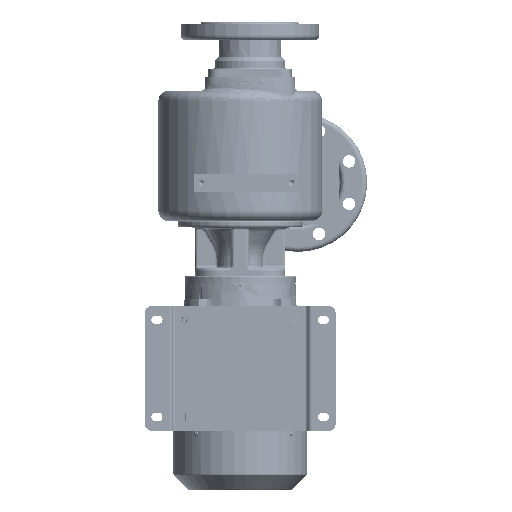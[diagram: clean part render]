
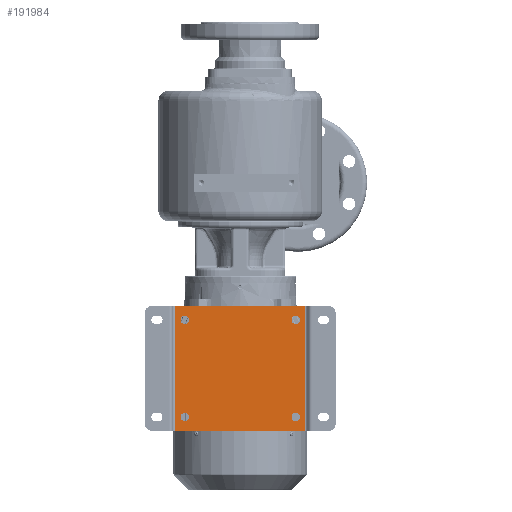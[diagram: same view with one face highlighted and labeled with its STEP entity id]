
A CAD part, front view. The second image highlights one B-rep face of the part: STEP entity #191984.
In plain terms, the highlighted planar face has unit normal (0, -1, 0).
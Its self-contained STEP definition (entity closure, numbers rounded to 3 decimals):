
#47348=DIRECTION('',(1.,0.,0.));
#47349=VECTOR('',#47348,188.);
#47350=CARTESIAN_POINT('',(-94.,-103.,-358.));
#47351=LINE('',#47350,#47349);
#51934=DIRECTION('',(0.,0.,-1.));
#51935=VECTOR('',#51934,180.);
#51936=CARTESIAN_POINT('',(-94.,-103.,-178.));
#51937=LINE('',#51936,#51935);
#51938=CARTESIAN_POINT('',(-80.,-103.,-338.));
#51939=DIRECTION('',(0.,1.,0.));
#51940=DIRECTION('',(0.,0.,-1.));
#51941=AXIS2_PLACEMENT_3D('',#51938,#51939,#51940);
#51943=CARTESIAN_POINT('',(-80.,-103.,-338.));
#51944=DIRECTION('',(0.,1.,0.));
#51945=DIRECTION('',(0.,0.,1.));
#51946=AXIS2_PLACEMENT_3D('',#51943,#51944,#51945);
#51948=CARTESIAN_POINT('',(80.,-103.,-338.));
#51949=DIRECTION('',(0.,1.,0.));
#51950=DIRECTION('',(0.,0.,-1.));
#51951=AXIS2_PLACEMENT_3D('',#51948,#51949,#51950);
#51953=CARTESIAN_POINT('',(80.,-103.,-338.));
#51954=DIRECTION('',(0.,1.,0.));
#51955=DIRECTION('',(0.,0.,1.));
#51956=AXIS2_PLACEMENT_3D('',#51953,#51954,#51955);
#51958=CARTESIAN_POINT('',(-80.,-103.,-198.));
#51959=DIRECTION('',(0.,1.,0.));
#51960=DIRECTION('',(0.,0.,-1.));
#51961=AXIS2_PLACEMENT_3D('',#51958,#51959,#51960);
#51963=CARTESIAN_POINT('',(-80.,-103.,-198.));
#51964=DIRECTION('',(0.,1.,0.));
#51965=DIRECTION('',(0.,0.,1.));
#51966=AXIS2_PLACEMENT_3D('',#51963,#51964,#51965);
#51968=CARTESIAN_POINT('',(80.,-103.,-198.));
#51969=DIRECTION('',(0.,1.,0.));
#51970=DIRECTION('',(0.,0.,-1.));
#51971=AXIS2_PLACEMENT_3D('',#51968,#51969,#51970);
#51973=CARTESIAN_POINT('',(80.,-103.,-198.));
#51974=DIRECTION('',(0.,1.,0.));
#51975=DIRECTION('',(0.,0.,1.));
#51976=AXIS2_PLACEMENT_3D('',#51973,#51974,#51975);
#51986=DIRECTION('',(1.,0.,0.));
#51987=VECTOR('',#51986,188.);
#51988=CARTESIAN_POINT('',(-94.,-103.,-178.));
#51989=LINE('',#51988,#51987);
#52248=DIRECTION('',(0.,0.,-1.));
#52249=VECTOR('',#52248,180.);
#52250=CARTESIAN_POINT('',(94.,-103.,-178.));
#52251=LINE('',#52250,#52249);
#144263=CARTESIAN_POINT('',(-94.,-103.,-178.));
#144264=VERTEX_POINT('',#144263);
#144265=CARTESIAN_POINT('',(94.,-103.,-178.));
#144266=VERTEX_POINT('',#144265);
#144279=CARTESIAN_POINT('',(-94.,-103.,-358.));
#144280=VERTEX_POINT('',#144279);
#144281=CARTESIAN_POINT('',(94.,-103.,-358.));
#144282=VERTEX_POINT('',#144281);
#144353=CARTESIAN_POINT('',(80.,-103.,-204.));
#144354=CARTESIAN_POINT('',(80.,-103.,-192.));
#144355=VERTEX_POINT('',#144353);
#144356=VERTEX_POINT('',#144354);
#144357=CARTESIAN_POINT('',(-80.,-103.,-204.));
#144358=CARTESIAN_POINT('',(-80.,-103.,-192.));
#144359=VERTEX_POINT('',#144357);
#144360=VERTEX_POINT('',#144358);
#144361=CARTESIAN_POINT('',(80.,-103.,-344.));
#144362=CARTESIAN_POINT('',(80.,-103.,-332.));
#144363=VERTEX_POINT('',#144361);
#144364=VERTEX_POINT('',#144362);
#144365=CARTESIAN_POINT('',(-80.,-103.,-344.));
#144366=CARTESIAN_POINT('',(-80.,-103.,-332.));
#144367=VERTEX_POINT('',#144365);
#144368=VERTEX_POINT('',#144366);
#191948=CARTESIAN_POINT('',(-94.,-103.,-178.));
#191949=DIRECTION('',(0.,1.,0.));
#191950=DIRECTION('',(1.,0.,0.));
#191951=AXIS2_PLACEMENT_3D('',#191948,#191949,#191950);
#191952=PLANE('',#191951);
#191954=ORIENTED_EDGE('',*,*,#191953,.T.);
#191956=ORIENTED_EDGE('',*,*,#191955,.T.);
#191957=ORIENTED_EDGE('',*,*,#186805,.F.);
#191959=ORIENTED_EDGE('',*,*,#191958,.F.);
#191960=EDGE_LOOP('',(#191954,#191956,#191957,#191959));
#191961=FACE_OUTER_BOUND('',#191960,.F.);
#191962=ORIENTED_EDGE('',*,*,#191928,.F.);
#191963=ORIENTED_EDGE('',*,*,#191942,.F.);
#191964=EDGE_LOOP('',(#191962,#191963));
#191965=FACE_BOUND('',#191964,.F.);
#191967=ORIENTED_EDGE('',*,*,#191966,.F.);
#191969=ORIENTED_EDGE('',*,*,#191968,.F.);
#191970=EDGE_LOOP('',(#191967,#191969));
#191971=FACE_BOUND('',#191970,.F.);
#191973=ORIENTED_EDGE('',*,*,#191972,.F.);
#191975=ORIENTED_EDGE('',*,*,#191974,.F.);
#191976=EDGE_LOOP('',(#191973,#191975));
#191977=FACE_BOUND('',#191976,.F.);
#191979=ORIENTED_EDGE('',*,*,#191978,.F.);
#191981=ORIENTED_EDGE('',*,*,#191980,.F.);
#191982=EDGE_LOOP('',(#191979,#191981));
#191983=FACE_BOUND('',#191982,.F.);
#191984=ADVANCED_FACE('',(#191961,#191965,#191971,#191977,#191983),#191952,.F.);
#51942=CIRCLE('',#51941,6.);
#51947=CIRCLE('',#51946,6.);
#51952=CIRCLE('',#51951,6.);
#51957=CIRCLE('',#51956,6.);
#51962=CIRCLE('',#51961,6.);
#51967=CIRCLE('',#51966,6.);
#51972=CIRCLE('',#51971,6.);
#51977=CIRCLE('',#51976,6.);
#186805=EDGE_CURVE('',#144280,#144282,#47351,.T.);
#191928=EDGE_CURVE('',#144367,#144368,#51942,.T.);
#191942=EDGE_CURVE('',#144368,#144367,#51947,.T.);
#191953=EDGE_CURVE('',#144264,#144266,#51989,.T.);
#191955=EDGE_CURVE('',#144266,#144282,#52251,.T.);
#191958=EDGE_CURVE('',#144264,#144280,#51937,.T.);
#191966=EDGE_CURVE('',#144363,#144364,#51952,.T.);
#191968=EDGE_CURVE('',#144364,#144363,#51957,.T.);
#191972=EDGE_CURVE('',#144359,#144360,#51962,.T.);
#191974=EDGE_CURVE('',#144360,#144359,#51967,.T.);
#191978=EDGE_CURVE('',#144355,#144356,#51972,.T.);
#191980=EDGE_CURVE('',#144356,#144355,#51977,.T.);
